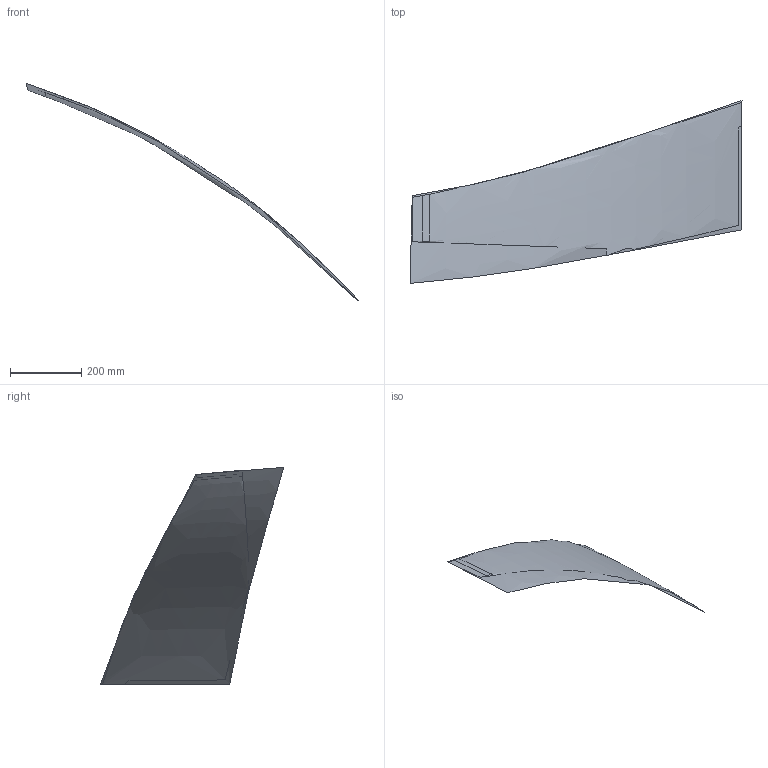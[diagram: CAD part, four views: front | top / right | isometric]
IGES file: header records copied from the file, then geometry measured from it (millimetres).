
Start section:  PTC IGES file: tz5152ab600012.igs
Global section: file name: tz5152ab600012.igs; native system: Creo Parametric by Parametric Technology Corporation; preprocessor: 2016010; author: TBrandner; organization: Unknown; date: 20180112.091943; units: millimetre
Bounding box: 934.81 x 515.78 x 611.84 mm (x, y, z)
Surface area: 624510.3 mm2 (no closed solid volume)
Topology: 0 solids, 0 shells, 4 faces, 120 edges, 163 vertices
Faces by surface type: bspline 4
